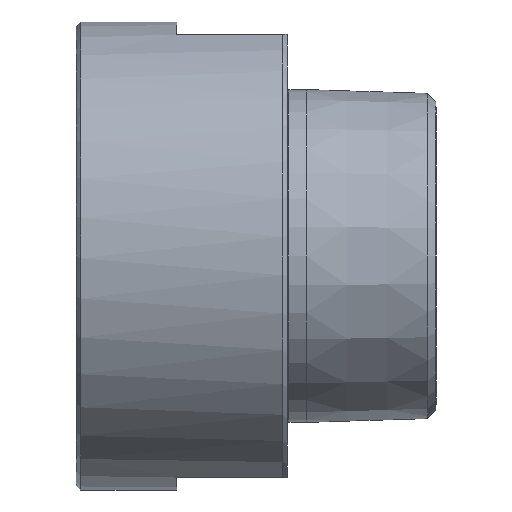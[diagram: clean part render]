
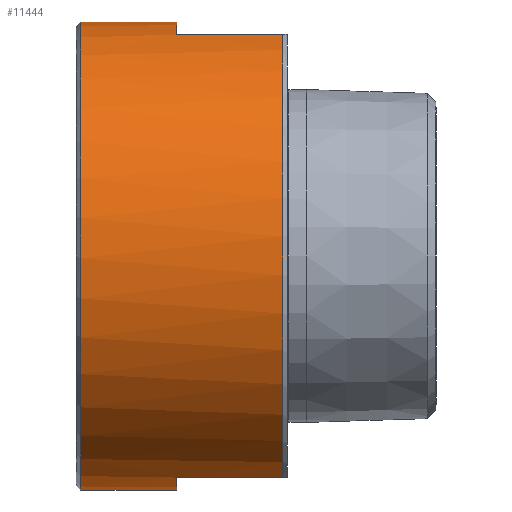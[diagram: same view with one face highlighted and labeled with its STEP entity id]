
A CAD part, front view. The second image highlights one B-rep face of the part: STEP entity #11444.
In plain terms, the highlighted cylindrical face has radius 42.25 mm (diameter 84.5 mm), a full revolution.
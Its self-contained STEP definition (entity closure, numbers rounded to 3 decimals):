
#333 = ORIENTED_EDGE ( 'NONE', *, *, #7007, .T. ) ;
#426 = CYLINDRICAL_SURFACE ( 'NONE', #9574, 42.25 ) ;
#1057 = EDGE_CURVE ( 'NONE', #15277, #3293, #10128, .T. ) ;
#1107 = CARTESIAN_POINT ( 'NONE',  ( 18.15, 13.604, 40. ) ) ;
#1636 = FACE_OUTER_BOUND ( 'NONE', #6629, .T. ) ;
#2165 = CARTESIAN_POINT ( 'NONE',  ( 0., 13.604, 40. ) ) ;
#2340 = CIRCLE ( 'NONE', #8584, 42.25 ) ;
#2423 = DIRECTION ( 'NONE',  ( -1., 0., 0. ) ) ;
#2594 = AXIS2_PLACEMENT_3D ( 'NONE', #14481, #9170, #14158 ) ;
#2860 = VERTEX_POINT ( 'NONE', #6813 ) ;
#3083 = CIRCLE ( 'NONE', #14550, 42.25 ) ;
#3293 = VERTEX_POINT ( 'NONE', #5471 ) ;
#3353 = EDGE_CURVE ( 'NONE', #15600, #15864, #13765, .T. ) ;
#3521 = LINE ( 'NONE', #8483, #11153 ) ;
#3869 = AXIS2_PLACEMENT_3D ( 'NONE', #10698, #13791, #10022 ) ;
#4039 = EDGE_LOOP ( 'NONE', ( #13012, #8559, #15142, #12012, #12167, #9062, #13368, #333 ) ) ;
#4191 = ORIENTED_EDGE ( 'NONE', *, *, #15044, .T. ) ;
#4792 = DIRECTION ( 'NONE',  ( 0., 0., -1. ) ) ;
#4860 = LINE ( 'NONE', #5820, #13548 ) ;
#5471 = CARTESIAN_POINT ( 'NONE',  ( 37.3, 13.604, -40. ) ) ;
#5820 = CARTESIAN_POINT ( 'NONE',  ( 0., -13.604, 40. ) ) ;
#5824 = DIRECTION ( 'NONE',  ( 0., 0., 1. ) ) ;
#5833 = CARTESIAN_POINT ( 'NONE',  ( 18.15, 0., 0. ) ) ;
#6057 = LINE ( 'NONE', #13607, #11446 ) ;
#6568 = FACE_OUTER_BOUND ( 'NONE', #4039, .T. ) ;
#6629 = EDGE_LOOP ( 'NONE', ( #4191 ) ) ;
#6813 = CARTESIAN_POINT ( 'NONE',  ( 18.15, -13.604, -40. ) ) ;
#6974 = DIRECTION ( 'NONE',  ( -1., 0., 0. ) ) ;
#7007 = EDGE_CURVE ( 'NONE', #10658, #12826, #2340, .T. ) ;
#7360 = VERTEX_POINT ( 'NONE', #14149 ) ;
#7554 = AXIS2_PLACEMENT_3D ( 'NONE', #9266, #15500, #15576 ) ;
#7597 = EDGE_CURVE ( 'NONE', #15600, #2860, #3521, .T. ) ;
#7891 = EDGE_CURVE ( 'NONE', #7360, #2860, #3083, .T. ) ;
#8483 = CARTESIAN_POINT ( 'NONE',  ( 0., -13.604, -40. ) ) ;
#8559 = ORIENTED_EDGE ( 'NONE', *, *, #1057, .T. ) ;
#8584 = AXIS2_PLACEMENT_3D ( 'NONE', #5833, #14786, #10932 ) ;
#9062 = ORIENTED_EDGE ( 'NONE', *, *, #3353, .T. ) ;
#9170 = DIRECTION ( 'NONE',  ( -1., 0., 0. ) ) ;
#9266 = CARTESIAN_POINT ( 'NONE',  ( 0.85, 0., 0. ) ) ;
#9556 = VERTEX_POINT ( 'NONE', #9877 ) ;
#9574 = AXIS2_PLACEMENT_3D ( 'NONE', #15360, #6974, #5824 ) ;
#9612 = DIRECTION ( 'NONE',  ( -1., 0., 0. ) ) ;
#9877 = CARTESIAN_POINT ( 'NONE',  ( 0.85, 0., -42.25 ) ) ;
#10022 = DIRECTION ( 'NONE',  ( 0., 0., 1. ) ) ;
#10128 = CIRCLE ( 'NONE', #2594, 42.25 ) ;
#10658 = VERTEX_POINT ( 'NONE', #13160 ) ;
#10698 = CARTESIAN_POINT ( 'NONE',  ( 37.3, 0., 0. ) ) ;
#10844 = VECTOR ( 'NONE', #14754, 1000. ) ;
#10932 = DIRECTION ( 'NONE',  ( 0., 0., -1. ) ) ;
#11153 = VECTOR ( 'NONE', #13487, 1000. ) ;
#11444 = ADVANCED_FACE ( 'NONE', ( #1636, #6568 ), #426, .T. ) ;
#11446 = VECTOR ( 'NONE', #2423, 1000. ) ;
#11627 = CARTESIAN_POINT ( 'NONE',  ( 37.3, 13.604, 40. ) ) ;
#12012 = ORIENTED_EDGE ( 'NONE', *, *, #7891, .T. ) ;
#12167 = ORIENTED_EDGE ( 'NONE', *, *, #7597, .F. ) ;
#12597 = EDGE_CURVE ( 'NONE', #15277, #12826, #13359, .T. ) ;
#12826 = VERTEX_POINT ( 'NONE', #1107 ) ;
#13012 = ORIENTED_EDGE ( 'NONE', *, *, #12597, .F. ) ;
#13160 = CARTESIAN_POINT ( 'NONE',  ( 18.15, -13.604, 40. ) ) ;
#13359 = LINE ( 'NONE', #2165, #10844 ) ;
#13368 = ORIENTED_EDGE ( 'NONE', *, *, #14841, .T. ) ;
#13487 = DIRECTION ( 'NONE',  ( -1., 0., 0. ) ) ;
#13502 = CARTESIAN_POINT ( 'NONE',  ( 37.3, -13.604, 40. ) ) ;
#13548 = VECTOR ( 'NONE', #9612, 1000. ) ;
#13607 = CARTESIAN_POINT ( 'NONE',  ( 0., 13.604, -40. ) ) ;
#13765 = CIRCLE ( 'NONE', #3869, 42.25 ) ;
#13791 = DIRECTION ( 'NONE',  ( -1., 0., 0. ) ) ;
#13983 = EDGE_CURVE ( 'NONE', #3293, #7360, #6057, .T. ) ;
#14149 = CARTESIAN_POINT ( 'NONE',  ( 18.15, 13.604, -40. ) ) ;
#14158 = DIRECTION ( 'NONE',  ( 0., 0., 1. ) ) ;
#14344 = CIRCLE ( 'NONE', #7554, 42.25 ) ;
#14481 = CARTESIAN_POINT ( 'NONE',  ( 37.3, 0., 0. ) ) ;
#14529 = CARTESIAN_POINT ( 'NONE',  ( 18.15, 0., 0. ) ) ;
#14550 = AXIS2_PLACEMENT_3D ( 'NONE', #14529, #16008, #4792 ) ;
#14754 = DIRECTION ( 'NONE',  ( -1., 0., 0. ) ) ;
#14786 = DIRECTION ( 'NONE',  ( -1., 0., 0. ) ) ;
#14796 = CARTESIAN_POINT ( 'NONE',  ( 37.3, -13.604, -40. ) ) ;
#14841 = EDGE_CURVE ( 'NONE', #15864, #10658, #4860, .T. ) ;
#15044 = EDGE_CURVE ( 'NONE', #9556, #9556, #14344, .T. ) ;
#15142 = ORIENTED_EDGE ( 'NONE', *, *, #13983, .T. ) ;
#15277 = VERTEX_POINT ( 'NONE', #11627 ) ;
#15360 = CARTESIAN_POINT ( 'NONE',  ( 0., 0., 0. ) ) ;
#15500 = DIRECTION ( 'NONE',  ( 1., 0., 0. ) ) ;
#15576 = DIRECTION ( 'NONE',  ( 0., 0., -1. ) ) ;
#15600 = VERTEX_POINT ( 'NONE', #14796 ) ;
#15864 = VERTEX_POINT ( 'NONE', #13502 ) ;
#16008 = DIRECTION ( 'NONE',  ( -1., 0., 0. ) ) ;
